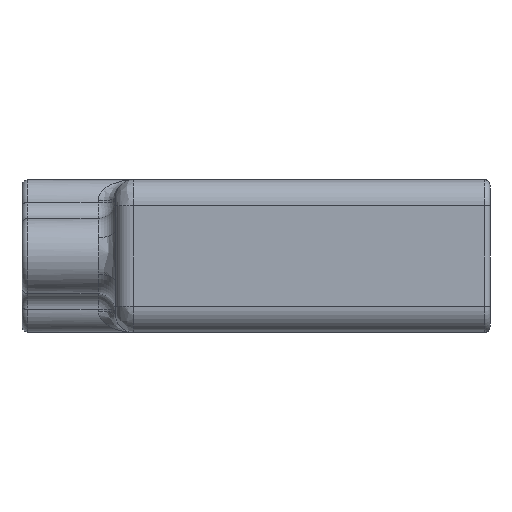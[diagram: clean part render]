
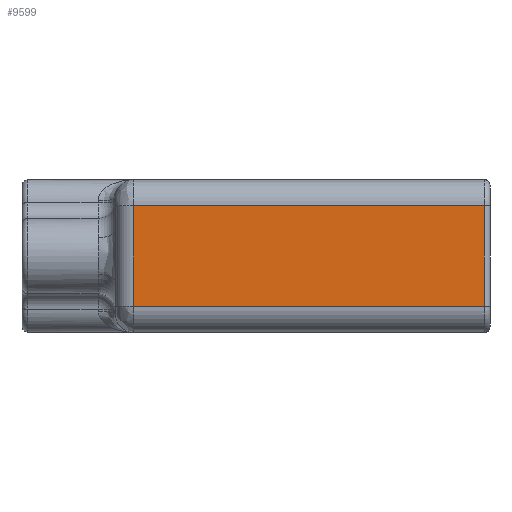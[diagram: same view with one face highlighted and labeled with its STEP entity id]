
A CAD part, front view. The second image highlights one B-rep face of the part: STEP entity #9599.
In plain terms, the highlighted planar face has unit normal (0, -1, 0).
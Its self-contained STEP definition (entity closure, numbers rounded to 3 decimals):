
#156=PLANE('',#10765);
#655=LINE('',#19375,#1136);
#663=LINE('',#19796,#1144);
#664=LINE('',#19800,#1145);
#665=LINE('',#19801,#1146);
#1136=VECTOR('',#13217,10.);
#1144=VECTOR('',#13285,10.);
#1145=VECTOR('',#13290,10.);
#1146=VECTOR('',#13291,10.);
#1907=FACE_OUTER_BOUND('',#2573,.T.);
#2573=EDGE_LOOP('',(#7837,#7838,#7839,#7840));
#4417=VERTEX_POINT('',#19367);
#4419=VERTEX_POINT('',#19373);
#4443=VERTEX_POINT('',#19795);
#4444=VERTEX_POINT('',#19799);
#5596=EDGE_CURVE('',#4419,#4417,#655,.T.);
#5638=EDGE_CURVE('',#4417,#4443,#663,.T.);
#5640=EDGE_CURVE('',#4444,#4419,#664,.T.);
#5641=EDGE_CURVE('',#4443,#4444,#665,.T.);
#7837=ORIENTED_EDGE('',*,*,#5596,.F.);
#7838=ORIENTED_EDGE('',*,*,#5640,.F.);
#7839=ORIENTED_EDGE('',*,*,#5641,.F.);
#7840=ORIENTED_EDGE('',*,*,#5638,.F.);
#9599=ADVANCED_FACE('',(#1907),#156,.T.);
#10765=AXIS2_PLACEMENT_3D('',#19798,#13288,#13289);
#13217=DIRECTION('',(0.,0.,-1.));
#13285=DIRECTION('',(-1.,0.,0.));
#13288=DIRECTION('center_axis',(0.,-1.,0.));
#13289=DIRECTION('ref_axis',(0.,0.,
1.));
#13290=DIRECTION('',(1.,0.,0.));
#13291=DIRECTION('',(0.,0.,1.));
#19367=CARTESIAN_POINT('',(22.78,-7.5,3.2));
#19373=CARTESIAN_POINT('',(22.78,-7.5,11.8));
#19375=CARTESIAN_POINT('',(22.78,-7.5,4.25));
#19795=CARTESIAN_POINT('',(-7.22,-7.5,3.2));
#19796=CARTESIAN_POINT('',(3.28,-7.5,3.2));
#19798=CARTESIAN_POINT('Origin',(23.28,-7.5,1.));
#19799=CARTESIAN_POINT('',(-7.22,-7.5,11.8));
#19800=CARTESIAN_POINT('',(3.28,-7.5,11.8));
#19801=CARTESIAN_POINT('',(-7.22,-7.5,4.25));
